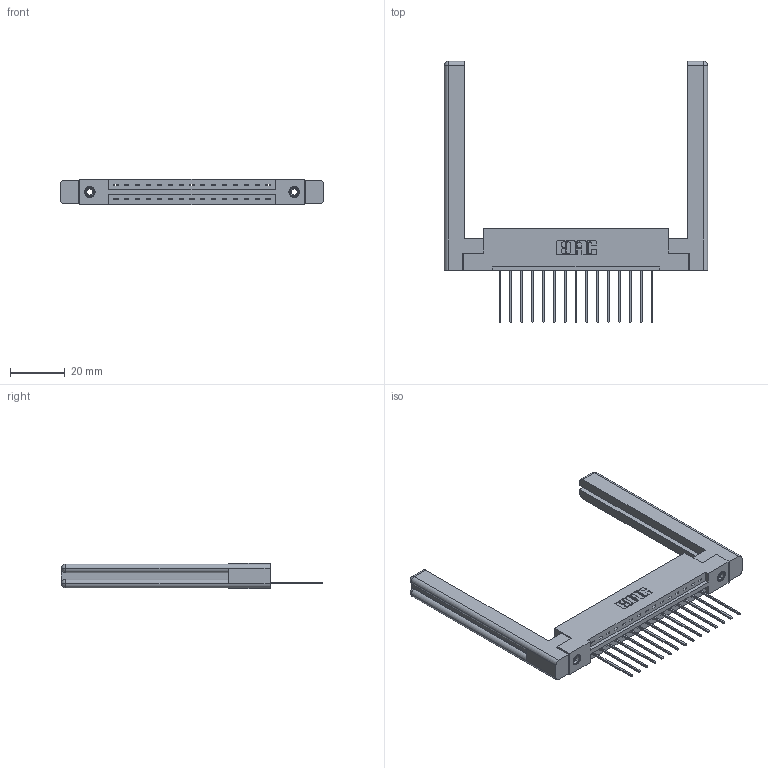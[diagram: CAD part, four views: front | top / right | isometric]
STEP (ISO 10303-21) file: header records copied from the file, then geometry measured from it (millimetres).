
FILE_DESCRIPTION (( 'STEP AP203' ), '1' );
FILE_NAME ('387-015-541-158.STEP', '2019-10-02T16:58:44', ( '' ), ( '' ), 'SwSTEP 2.0', 'SolidWorks 2016', '' );
FILE_SCHEMA (( 'CONFIG_CONTROL_DESIGN' ));
Length unit declared in the file: inch
Products named in the file (5): 307-220-058; 345-250-001_345-250-001-102; 337 Part_Flush Mounting Lugs - 0.156 Dia-TI; 345-292-001_345-293-141; 387-015-541-158
Assembly tree (20 placements, depth 2):
  387-015-541-158
    337 Part_Flush Mounting Lugs - 0.156 Dia-TI
    345-292-001_345-293-141  x15
    345-250-001_345-250-001-102  x2
    307-220-058  x2
Bounding box: 96.06 x 95.38 x 9.4 mm (x, y, z)
Volume: 16857.9 mm3; surface area: 15386.8 mm2
Topology: 20 solids, 20 shells, 1186 faces, 3485 edges, 2290 vertices
Faces by surface type: plane 844, cylinder 318, cone 12, torus 12
Entity records: 17294 total; most frequent: CARTESIAN_POINT 3010, ORIENTED_EDGE 2900, DIRECTION 2608, EDGE_CURVE 1450, LINE 1274, VECTOR 1274, VERTEX_POINT 958, AXIS2_PLACEMENT_3D 667
